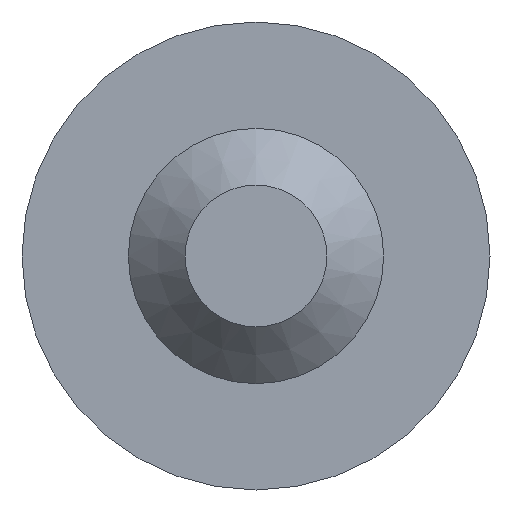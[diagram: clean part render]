
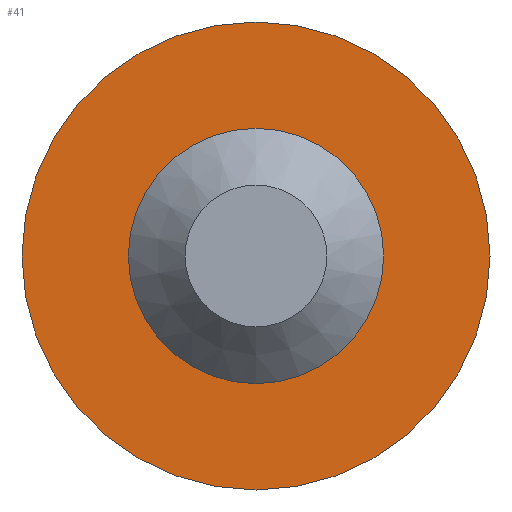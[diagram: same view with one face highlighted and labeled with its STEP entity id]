
A CAD part, front view. The second image highlights one B-rep face of the part: STEP entity #41.
In plain terms, the highlighted planar face has unit normal (0, -1, 0).
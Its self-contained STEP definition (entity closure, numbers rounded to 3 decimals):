
#41 = ADVANCED_FACE( '', ( #84, #85 ), #86, .F. );
#84 = FACE_BOUND( '', #125, .T. );
#85 = FACE_OUTER_BOUND( '', #126, .T. );
#86 = PLANE( '', #127 );
#125 = EDGE_LOOP( '', ( #168 ) );
#126 = EDGE_LOOP( '', ( #169 ) );
#127 = AXIS2_PLACEMENT_3D( '', #170, #171, #172 );
#168 = ORIENTED_EDGE( '', *, *, #202, .F. );
#169 = ORIENTED_EDGE( '', *, *, #206, .T. );
#170 = CARTESIAN_POINT( '', ( 0., 0., -8.25 ) );
#171 = DIRECTION( '', ( 0., 1., 0. ) );
#172 = DIRECTION( '', ( 0., 0., 1. ) );
#202 = EDGE_CURVE( '', #223, #223, #224, .T. );
#206 = EDGE_CURVE( '', #229, #229, #230, .T. );
#223 = VERTEX_POINT( '', #248 );
#224 = CIRCLE( '', #249, 4.35 );
#229 = VERTEX_POINT( '', #254 );
#230 = CIRCLE( '', #255, 8.25 );
#248 = CARTESIAN_POINT( '', ( 0., 0., -4.35 ) );
#249 = AXIS2_PLACEMENT_3D( '', #274, #275, #276 );
#254 = CARTESIAN_POINT( '', ( 0., 0., -8.25 ) );
#255 = AXIS2_PLACEMENT_3D( '', #280, #281, #282 );
#274 = CARTESIAN_POINT( '', ( 0., 0., 0. ) );
#275 = DIRECTION( '', ( 0., -1., 0. ) );
#276 = DIRECTION( '', ( 0., 0., -1. ) );
#280 = CARTESIAN_POINT( '', ( 0., 0., 0. ) );
#281 = DIRECTION( '', ( 0., -1., 0. ) );
#282 = DIRECTION( '', ( 0., 0., -1. ) );
